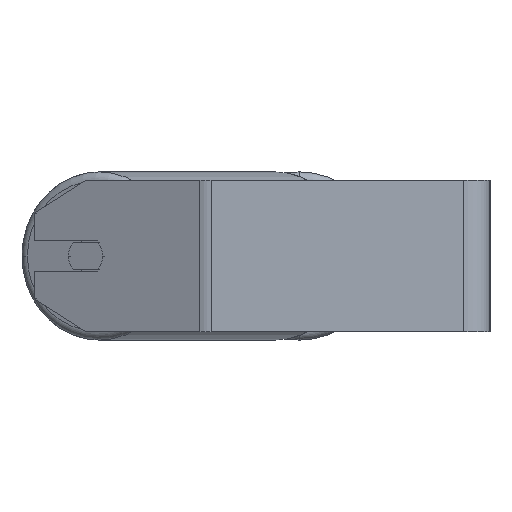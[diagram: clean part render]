
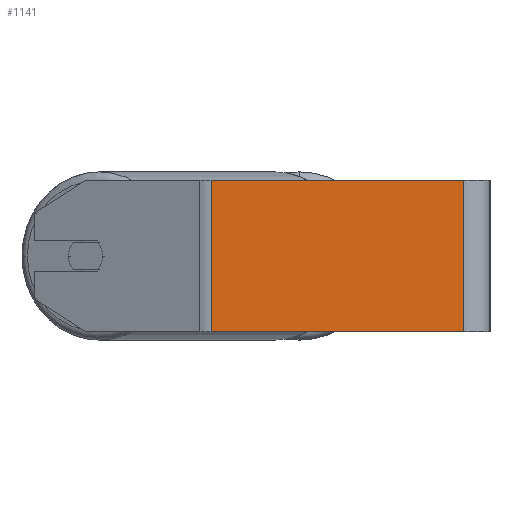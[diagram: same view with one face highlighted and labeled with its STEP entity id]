
A CAD part, left-side view. The second image highlights one B-rep face of the part: STEP entity #1141.
In plain terms, the highlighted planar face has unit normal (-1, 0, 0).
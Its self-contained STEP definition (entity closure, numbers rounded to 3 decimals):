
#7 = LINE ( 'NONE', #5479, #783 ) ;
#537 = EDGE_CURVE ( 'NONE', #4283, #3481, #8656, .T. ) ;
#638 = AXIS2_PLACEMENT_3D ( 'NONE', #934, #3634, #8415 ) ;
#736 = VECTOR ( 'NONE', #2247, 1000. ) ;
#783 = VECTOR ( 'NONE', #2829, 1000. ) ;
#934 = CARTESIAN_POINT ( 'NONE',  ( -400., 150.608, 40. ) ) ;
#1141 = ADVANCED_FACE ( 'NONE', ( #2298 ), #8366, .F. ) ;
#1315 = DIRECTION ( 'NONE',  ( 0., -1., 0. ) ) ;
#1320 = EDGE_CURVE ( 'NONE', #3515, #4283, #7, .T. ) ;
#1406 = CARTESIAN_POINT ( 'NONE',  ( -400., 14., -40. ) ) ;
#1551 = VERTEX_POINT ( 'NONE', #8401 ) ;
#1753 = VECTOR ( 'NONE', #1315, 1000. ) ;
#1827 = VECTOR ( 'NONE', #3761, 1000. ) ;
#2247 = DIRECTION ( 'NONE',  ( 0., 0., -1. ) ) ;
#2298 = FACE_OUTER_BOUND ( 'NONE', #8235, .T. ) ;
#2424 = ORIENTED_EDGE ( 'NONE', *, *, #537, .T. ) ;
#2829 = DIRECTION ( 'NONE',  ( 0., 0., -1. ) ) ;
#3054 = CARTESIAN_POINT ( 'NONE',  ( -400., 150.608, 40. ) ) ;
#3481 = VERTEX_POINT ( 'NONE', #1406 ) ;
#3515 = VERTEX_POINT ( 'NONE', #8377 ) ;
#3634 = DIRECTION ( 'NONE',  ( 1., 0., 0. ) ) ;
#3761 = DIRECTION ( 'NONE',  ( 0., -1., 0. ) ) ;
#4073 = LINE ( 'NONE', #6759, #736 ) ;
#4283 = VERTEX_POINT ( 'NONE', #5628 ) ;
#4942 = LINE ( 'NONE', #3054, #1827 ) ;
#5389 = ORIENTED_EDGE ( 'NONE', *, *, #8579, .F. ) ;
#5479 = CARTESIAN_POINT ( 'NONE',  ( -400., 147.504, 40. ) ) ;
#5628 = CARTESIAN_POINT ( 'NONE',  ( -400., 147.504, -40. ) ) ;
#5816 = ORIENTED_EDGE ( 'NONE', *, *, #6417, .F. ) ;
#5919 = ORIENTED_EDGE ( 'NONE', *, *, #1320, .T. ) ;
#6417 = EDGE_CURVE ( 'NONE', #3515, #1551, #4942, .T. ) ;
#6759 = CARTESIAN_POINT ( 'NONE',  ( -400., 14., 40. ) ) ;
#7995 = CARTESIAN_POINT ( 'NONE',  ( -400., 150.608, -40. ) ) ;
#8235 = EDGE_LOOP ( 'NONE', ( #2424, #5389, #5816, #5919 ) ) ;
#8366 = PLANE ( 'NONE',  #638 ) ;
#8377 = CARTESIAN_POINT ( 'NONE',  ( -400., 147.504, 40. ) ) ;
#8401 = CARTESIAN_POINT ( 'NONE',  ( -400., 14., 40. ) ) ;
#8415 = DIRECTION ( 'NONE',  ( 0., 0., -1. ) ) ;
#8579 = EDGE_CURVE ( 'NONE', #1551, #3481, #4073, .T. ) ;
#8656 = LINE ( 'NONE', #7995, #1753 ) ;
